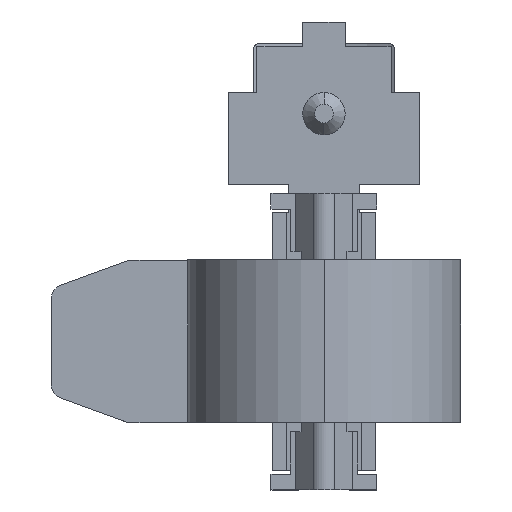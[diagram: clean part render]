
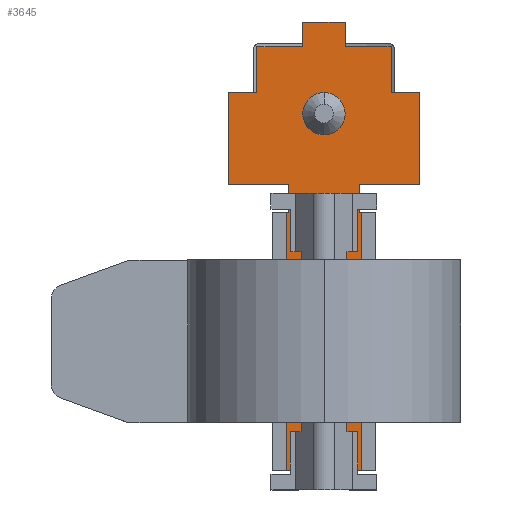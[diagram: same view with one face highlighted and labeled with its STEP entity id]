
A CAD part, top view. The second image highlights one B-rep face of the part: STEP entity #3645.
In plain terms, the highlighted planar face has unit normal (0, 0, 1).
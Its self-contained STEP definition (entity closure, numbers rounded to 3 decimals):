
#2762=DIRECTION('',(-1.,0.,0.));
#2763=VECTOR('',#2762,10.6);
#2764=CARTESIAN_POINT('',(12.8,0.,2.));
#2765=LINE('',#2764,#2763);
#2794=DIRECTION('',(1.,0.,0.));
#2795=VECTOR('',#2794,0.3);
#2796=CARTESIAN_POINT('',(2.2,36.5,2.));
#2797=LINE('',#2796,#2795);
#2806=DIRECTION('',(1.,0.,0.));
#2807=VECTOR('',#2806,8.5);
#2808=CARTESIAN_POINT('',(-6.,40.5,2.));
#2809=LINE('',#2808,#2807);
#2822=CARTESIAN_POINT('',(7.5,18.25,2.));
#2823=DIRECTION('',(0.,0.,1.));
#2824=DIRECTION('',(1.,0.,0.));
#2825=AXIS2_PLACEMENT_3D('',#2822,#2823,#2824);
#2827=CARTESIAN_POINT('',(7.5,18.25,2.));
#2828=DIRECTION('',(0.,0.,1.));
#2829=DIRECTION('',(-1.,0.,0.));
#2830=AXIS2_PLACEMENT_3D('',#2827,#2828,#2829);
#2832=CARTESIAN_POINT('',(7.5,50.5,2.));
#2833=DIRECTION('',(0.,0.,1.));
#2834=DIRECTION('',(1.,0.,0.));
#2835=AXIS2_PLACEMENT_3D('',#2832,#2833,#2834);
#2837=CARTESIAN_POINT('',(7.5,50.5,2.));
#2838=DIRECTION('',(0.,0.,1.));
#2839=DIRECTION('',(-1.,0.,0.));
#2840=AXIS2_PLACEMENT_3D('',#2837,#2838,#2839);
#2842=DIRECTION('',(0.,1.,0.));
#2843=VECTOR('',#2842,13.);
#2844=CARTESIAN_POINT('',(-6.,40.5,2.));
#2845=LINE('',#2844,#2843);
#2846=DIRECTION('',(1.,0.,0.));
#2847=VECTOR('',#2846,4.);
#2848=CARTESIAN_POINT('',(-6.,53.5,2.));
#2849=LINE('',#2848,#2847);
#2850=DIRECTION('',(0.,-1.,0.));
#2851=VECTOR('',#2850,6.5);
#2852=CARTESIAN_POINT('',(-2.,60.,2.));
#2853=LINE('',#2852,#2851);
#2854=DIRECTION('',(0.,1.,0.));
#2855=VECTOR('',#2854,3.5);
#2856=CARTESIAN_POINT('',(4.5,60.,2.));
#2857=LINE('',#2856,#2855);
#2858=DIRECTION('',(1.,0.,0.));
#2859=VECTOR('',#2858,6.);
#2860=CARTESIAN_POINT('',(4.5,63.5,2.));
#2861=LINE('',#2860,#2859);
#2862=DIRECTION('',(0.,-1.,0.));
#2863=VECTOR('',#2862,3.5);
#2864=CARTESIAN_POINT('',(10.5,63.5,2.));
#2865=LINE('',#2864,#2863);
#2866=DIRECTION('',(0.,-1.,0.));
#2867=VECTOR('',#2866,13.);
#2868=CARTESIAN_POINT('',(21.,53.5,2.));
#2869=LINE('',#2868,#2867);
#2870=DIRECTION('',(0.,-1.,0.));
#2871=VECTOR('',#2870,4.);
#2872=CARTESIAN_POINT('',(2.5,40.5,2.));
#2873=LINE('',#2872,#2871);
#2902=DIRECTION('',(1.,0.,0.));
#2903=VECTOR('',#2902,6.5);
#2904=CARTESIAN_POINT('',(-2.,60.,2.));
#2905=LINE('',#2904,#2903);
#2946=DIRECTION('',(1.,0.,0.));
#2947=VECTOR('',#2946,6.5);
#2948=CARTESIAN_POINT('',(10.5,60.,2.));
#2949=LINE('',#2948,#2947);
#2954=DIRECTION('',(0.,-1.,0.));
#2955=VECTOR('',#2954,6.5);
#2956=CARTESIAN_POINT('',(17.,60.,2.));
#2957=LINE('',#2956,#2955);
#2962=DIRECTION('',(-1.,0.,0.));
#2963=VECTOR('',#2962,4.);
#2964=CARTESIAN_POINT('',(21.,53.5,2.));
#2965=LINE('',#2964,#2963);
#2966=DIRECTION('',(1.,0.,0.));
#2967=VECTOR('',#2966,8.5);
#2968=CARTESIAN_POINT('',(12.5,40.5,2.));
#2969=LINE('',#2968,#2967);
#3006=DIRECTION('',(0.,-1.,0.));
#3007=VECTOR('',#3006,4.);
#3008=CARTESIAN_POINT('',(12.5,40.5,2.));
#3009=LINE('',#3008,#3007);
#3014=DIRECTION('',(1.,0.,0.));
#3015=VECTOR('',#3014,0.3);
#3016=CARTESIAN_POINT('',(12.5,36.5,2.));
#3017=LINE('',#3016,#3015);
#3082=DIRECTION('',(0.,-1.,0.));
#3083=VECTOR('',#3082,36.5);
#3084=CARTESIAN_POINT('',(12.8,36.5,2.));
#3085=LINE('',#3084,#3083);
#3146=DIRECTION('',(0.,1.,0.));
#3147=VECTOR('',#3146,36.5);
#3148=CARTESIAN_POINT('',(2.2,0.,2.));
#3149=LINE('',#3148,#3147);
#3238=CARTESIAN_POINT('',(12.5,36.5,2.));
#3239=CARTESIAN_POINT('',(12.8,36.5,2.));
#3240=VERTEX_POINT('',#3238);
#3241=VERTEX_POINT('',#3239);
#3242=CARTESIAN_POINT('',(12.8,0.,2.));
#3243=VERTEX_POINT('',#3242);
#3244=CARTESIAN_POINT('',(2.2,0.,2.));
#3245=VERTEX_POINT('',#3244);
#3246=CARTESIAN_POINT('',(2.2,36.5,2.));
#3247=VERTEX_POINT('',#3246);
#3248=CARTESIAN_POINT('',(2.5,36.5,2.));
#3249=VERTEX_POINT('',#3248);
#3250=CARTESIAN_POINT('',(2.5,40.5,2.));
#3251=VERTEX_POINT('',#3250);
#3252=CARTESIAN_POINT('',(-2.,60.,2.));
#3253=CARTESIAN_POINT('',(-2.,53.5,2.));
#3254=VERTEX_POINT('',#3252);
#3255=VERTEX_POINT('',#3253);
#3256=CARTESIAN_POINT('',(4.5,60.,2.));
#3257=VERTEX_POINT('',#3256);
#3258=CARTESIAN_POINT('',(10.5,60.,2.));
#3259=CARTESIAN_POINT('',(17.,60.,2.));
#3260=VERTEX_POINT('',#3258);
#3261=VERTEX_POINT('',#3259);
#3262=CARTESIAN_POINT('',(17.,53.5,2.));
#3263=VERTEX_POINT('',#3262);
#3264=CARTESIAN_POINT('',(12.5,40.5,2.));
#3265=VERTEX_POINT('',#3264);
#3342=CARTESIAN_POINT('',(-6.,40.5,2.));
#3343=CARTESIAN_POINT('',(-6.,53.5,2.));
#3344=VERTEX_POINT('',#3342);
#3345=VERTEX_POINT('',#3343);
#3346=CARTESIAN_POINT('',(4.5,63.5,2.));
#3347=CARTESIAN_POINT('',(10.5,63.5,2.));
#3348=VERTEX_POINT('',#3346);
#3349=VERTEX_POINT('',#3347);
#3350=CARTESIAN_POINT('',(21.,53.5,2.));
#3351=CARTESIAN_POINT('',(21.,40.5,2.));
#3352=VERTEX_POINT('',#3350);
#3353=VERTEX_POINT('',#3351);
#3354=CARTESIAN_POINT('',(10.,50.5,2.));
#3355=VERTEX_POINT('',#3354);
#3356=CARTESIAN_POINT('',(5.,50.5,2.));
#3357=VERTEX_POINT('',#3356);
#3358=CARTESIAN_POINT('',(10.,18.25,2.));
#3359=VERTEX_POINT('',#3358);
#3360=CARTESIAN_POINT('',(5.,18.25,2.));
#3361=VERTEX_POINT('',#3360);
#3592=CARTESIAN_POINT('',(2.5,0.,2.));
#3593=DIRECTION('',(0.,0.,-1.));
#3594=DIRECTION('',(-1.,0.,0.));
#3595=AXIS2_PLACEMENT_3D('',#3592,#3593,#3594);
#3596=PLANE('',#3595);
#3597=ORIENTED_EDGE('',*,*,#3548,.F.);
#3598=ORIENTED_EDGE('',*,*,#3566,.T.);
#3599=ORIENTED_EDGE('',*,*,#3579,.T.);
#3601=ORIENTED_EDGE('',*,*,#3600,.F.);
#3603=ORIENTED_EDGE('',*,*,#3602,.T.);
#3605=ORIENTED_EDGE('',*,*,#3604,.T.);
#3607=ORIENTED_EDGE('',*,*,#3606,.T.);
#3609=ORIENTED_EDGE('',*,*,#3608,.T.);
#3611=ORIENTED_EDGE('',*,*,#3610,.T.);
#3613=ORIENTED_EDGE('',*,*,#3612,.T.);
#3615=ORIENTED_EDGE('',*,*,#3614,.F.);
#3617=ORIENTED_EDGE('',*,*,#3616,.T.);
#3619=ORIENTED_EDGE('',*,*,#3618,.F.);
#3621=ORIENTED_EDGE('',*,*,#3620,.T.);
#3623=ORIENTED_EDGE('',*,*,#3622,.T.);
#3625=ORIENTED_EDGE('',*,*,#3624,.T.);
#3626=ORIENTED_EDGE('',*,*,#3474,.T.);
#3628=ORIENTED_EDGE('',*,*,#3627,.T.);
#3629=ORIENTED_EDGE('',*,*,#3518,.T.);
#3630=ORIENTED_EDGE('',*,*,#3536,.F.);
#3631=EDGE_LOOP('',(#3597,#3598,#3599,#3601,#3603,#3605,#3607,#3609,#3611,#3613,
#3615,#3617,#3619,#3621,#3623,#3625,#3626,#3628,#3629,#3630));
#3632=FACE_OUTER_BOUND('',#3631,.F.);
#3634=ORIENTED_EDGE('',*,*,#3633,.T.);
#3636=ORIENTED_EDGE('',*,*,#3635,.T.);
#3637=EDGE_LOOP('',(#3634,#3636));
#3638=FACE_BOUND('',#3637,.F.);
#3640=ORIENTED_EDGE('',*,*,#3639,.T.);
#3642=ORIENTED_EDGE('',*,*,#3641,.T.);
#3643=EDGE_LOOP('',(#3640,#3642));
#3644=FACE_BOUND('',#3643,.F.);
#3645=ADVANCED_FACE('',(#3632,#3638,#3644),#3596,.F.);
#2826=CIRCLE('',#2825,2.5);
#2831=CIRCLE('',#2830,2.5);
#2836=CIRCLE('',#2835,2.5);
#2841=CIRCLE('',#2840,2.5);
#3474=EDGE_CURVE('',#3243,#3245,#2765,.T.);
#3518=EDGE_CURVE('',#3247,#3249,#2797,.T.);
#3536=EDGE_CURVE('',#3251,#3249,#2873,.T.);
#3548=EDGE_CURVE('',#3344,#3251,#2809,.T.);
#3566=EDGE_CURVE('',#3344,#3345,#2845,.T.);
#3579=EDGE_CURVE('',#3345,#3255,#2849,.T.);
#3600=EDGE_CURVE('',#3254,#3255,#2853,.T.);
#3602=EDGE_CURVE('',#3254,#3257,#2905,.T.);
#3604=EDGE_CURVE('',#3257,#3348,#2857,.T.);
#3606=EDGE_CURVE('',#3348,#3349,#2861,.T.);
#3608=EDGE_CURVE('',#3349,#3260,#2865,.T.);
#3610=EDGE_CURVE('',#3260,#3261,#2949,.T.);
#3612=EDGE_CURVE('',#3261,#3263,#2957,.T.);
#3614=EDGE_CURVE('',#3352,#3263,#2965,.T.);
#3616=EDGE_CURVE('',#3352,#3353,#2869,.T.);
#3618=EDGE_CURVE('',#3265,#3353,#2969,.T.);
#3620=EDGE_CURVE('',#3265,#3240,#3009,.T.);
#3622=EDGE_CURVE('',#3240,#3241,#3017,.T.);
#3624=EDGE_CURVE('',#3241,#3243,#3085,.T.);
#3627=EDGE_CURVE('',#3245,#3247,#3149,.T.);
#3633=EDGE_CURVE('',#3355,#3357,#2836,.T.);
#3635=EDGE_CURVE('',#3357,#3355,#2841,.T.);
#3639=EDGE_CURVE('',#3359,#3361,#2826,.T.);
#3641=EDGE_CURVE('',#3361,#3359,#2831,.T.);
